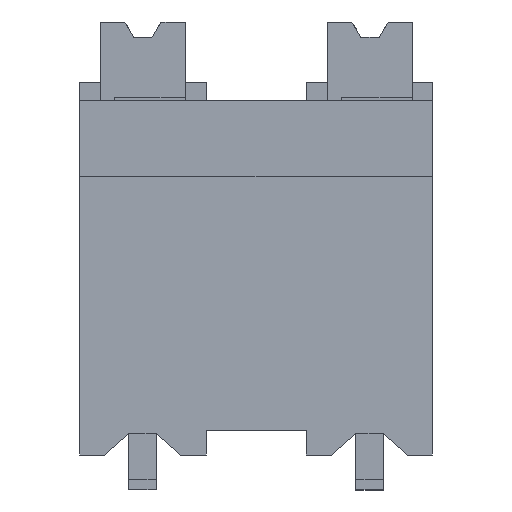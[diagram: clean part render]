
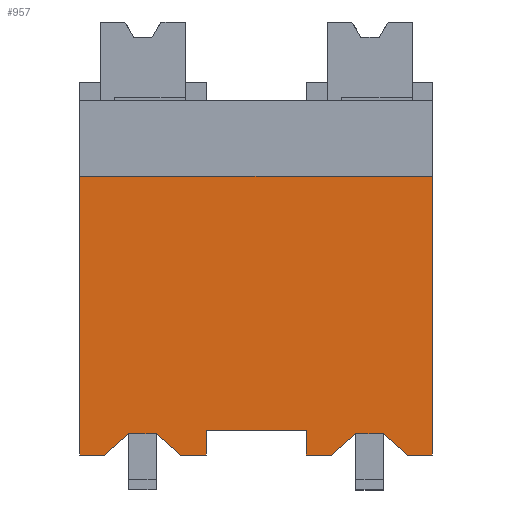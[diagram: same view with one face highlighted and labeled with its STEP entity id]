
A CAD part, front view. The second image highlights one B-rep face of the part: STEP entity #957.
In plain terms, the highlighted planar face has unit normal (0, -1, 0).
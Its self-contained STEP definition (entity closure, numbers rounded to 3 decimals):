
#848=AXIS2_PLACEMENT_3D('Plane Axis2P3D',#845,#846,#847) ;
#40=CARTESIAN_POINT('Vertex',(11.63,1.475,1.156)) ;
#126=CARTESIAN_POINT('Vertex',(11.63,1.475,10.356)) ;
#129=CARTESIAN_POINT('Line Origine',(11.63,1.475,5.756)) ;
#168=CARTESIAN_POINT('Vertex',(10.823,1.475,1.156)) ;
#192=CARTESIAN_POINT('Line Origine',(11.226,1.475,1.156)) ;
#829=CARTESIAN_POINT('Vertex',(0.,1.475,10.356)) ;
#832=CARTESIAN_POINT('Line Origine',(5.815,1.475,10.356)) ;
#845=CARTESIAN_POINT('Axis2P3D Location',(11.63,1.475,10.356)) ;
#850=CARTESIAN_POINT('Line Origine',(0.,1.475,5.756)) ;
#854=CARTESIAN_POINT('Vertex',(0.,1.475,1.156)) ;
#857=CARTESIAN_POINT('Line Origine',(0.403,1.475,1.156)) ;
#861=CARTESIAN_POINT('Vertex',(0.806,1.475,1.156)) ;
#864=CARTESIAN_POINT('Line Origine',(1.206,1.475,1.506)) ;
#868=CARTESIAN_POINT('Vertex',(1.606,1.475,1.856)) ;
#871=CARTESIAN_POINT('Line Origine',(2.064,1.475,1.856)) ;
#875=CARTESIAN_POINT('Vertex',(2.523,1.475,1.856)) ;
#878=CARTESIAN_POINT('Line Origine',(2.923,1.475,1.506)) ;
#882=CARTESIAN_POINT('Vertex',(3.323,1.475,1.156)) ;
#885=CARTESIAN_POINT('Line Origine',(3.744,1.475,1.156)) ;
#889=CARTESIAN_POINT('Vertex',(4.165,1.475,1.156)) ;
#892=CARTESIAN_POINT('Line Origine',(4.165,1.475,1.556)) ;
#896=CARTESIAN_POINT('Vertex',(4.165,1.475,1.956)) ;
#899=CARTESIAN_POINT('Line Origine',(5.822,1.475,1.956)) ;
#903=CARTESIAN_POINT('Vertex',(7.48,1.475,1.956)) ;
#906=CARTESIAN_POINT('Line Origine',(7.48,1.475,1.556)) ;
#910=CARTESIAN_POINT('Vertex',(7.48,1.475,1.156)) ;
#913=CARTESIAN_POINT('Line Origine',(7.893,1.475,1.156)) ;
#917=CARTESIAN_POINT('Vertex',(8.306,1.475,1.156)) ;
#920=CARTESIAN_POINT('Line Origine',(8.706,1.475,1.506)) ;
#924=CARTESIAN_POINT('Vertex',(9.106,1.475,1.856)) ;
#927=CARTESIAN_POINT('Line Origine',(9.564,1.475,1.856)) ;
#931=CARTESIAN_POINT('Vertex',(10.023,1.475,1.856)) ;
#934=CARTESIAN_POINT('Line Origine',(10.423,1.475,1.506)) ;
#130=DIRECTION('Vector Direction',(0.,0.,-1.)) ;
#193=DIRECTION('Vector Direction',(-1.,0.,0.)) ;
#833=DIRECTION('Vector Direction',(-1.,0.,0.)) ;
#846=DIRECTION('Axis2P3D Direction',(0.,1.,0.)) ;
#847=DIRECTION('Axis2P3D XDirection',(0.,0.,-1.)) ;
#851=DIRECTION('Vector Direction',(0.,0.,-1.)) ;
#858=DIRECTION('Vector Direction',(-1.,0.,0.)) ;
#865=DIRECTION('Vector Direction',(-0.753,0.,-0.659)) ;
#872=DIRECTION('Vector Direction',(-1.,0.,0.)) ;
#879=DIRECTION('Vector Direction',(-0.753,0.,0.659)) ;
#886=DIRECTION('Vector Direction',(-1.,0.,0.)) ;
#893=DIRECTION('Vector Direction',(0.,0.,1.)) ;
#900=DIRECTION('Vector Direction',(1.,0.,0.)) ;
#907=DIRECTION('Vector Direction',(0.,0.,1.)) ;
#914=DIRECTION('Vector Direction',(-1.,0.,0.)) ;
#921=DIRECTION('Vector Direction',(-0.753,0.,-0.659)) ;
#928=DIRECTION('Vector Direction',(-1.,0.,0.)) ;
#935=DIRECTION('Vector Direction',(-0.753,0.,0.659)) ;
#131=VECTOR('Line Direction',#130,1.) ;
#194=VECTOR('Line Direction',#193,1.) ;
#834=VECTOR('Line Direction',#833,1.) ;
#852=VECTOR('Line Direction',#851,1.) ;
#859=VECTOR('Line Direction',#858,1.) ;
#866=VECTOR('Line Direction',#865,1.) ;
#873=VECTOR('Line Direction',#872,1.) ;
#880=VECTOR('Line Direction',#879,1.) ;
#887=VECTOR('Line Direction',#886,1.) ;
#894=VECTOR('Line Direction',#893,1.) ;
#901=VECTOR('Line Direction',#900,1.) ;
#908=VECTOR('Line Direction',#907,1.) ;
#915=VECTOR('Line Direction',#914,1.) ;
#922=VECTOR('Line Direction',#921,1.) ;
#929=VECTOR('Line Direction',#928,1.) ;
#936=VECTOR('Line Direction',#935,1.) ;
#940=ORIENTED_EDGE('',*,*,#856,.T.) ;
#941=ORIENTED_EDGE('',*,*,#863,.F.) ;
#942=ORIENTED_EDGE('',*,*,#870,.F.) ;
#943=ORIENTED_EDGE('',*,*,#877,.F.) ;
#944=ORIENTED_EDGE('',*,*,#884,.F.) ;
#945=ORIENTED_EDGE('',*,*,#891,.F.) ;
#946=ORIENTED_EDGE('',*,*,#898,.T.) ;
#947=ORIENTED_EDGE('',*,*,#905,.F.) ;
#948=ORIENTED_EDGE('',*,*,#912,.F.) ;
#949=ORIENTED_EDGE('',*,*,#919,.F.) ;
#950=ORIENTED_EDGE('',*,*,#926,.F.) ;
#951=ORIENTED_EDGE('',*,*,#933,.F.) ;
#952=ORIENTED_EDGE('',*,*,#938,.F.) ;
#953=ORIENTED_EDGE('',*,*,#196,.F.) ;
#954=ORIENTED_EDGE('',*,*,#133,.F.) ;
#955=ORIENTED_EDGE('',*,*,#836,.T.) ;
#957=ADVANCED_FACE('HOUSING',(#956),#849,.F.) ;
#133=EDGE_CURVE('',#127,#41,#132,.T.) ;
#196=EDGE_CURVE('',#41,#169,#195,.T.) ;
#836=EDGE_CURVE('',#127,#830,#835,.T.) ;
#856=EDGE_CURVE('',#830,#855,#853,.T.) ;
#863=EDGE_CURVE('',#862,#855,#860,.T.) ;
#870=EDGE_CURVE('',#869,#862,#867,.T.) ;
#877=EDGE_CURVE('',#876,#869,#874,.T.) ;
#884=EDGE_CURVE('',#883,#876,#881,.T.) ;
#891=EDGE_CURVE('',#890,#883,#888,.T.) ;
#898=EDGE_CURVE('',#890,#897,#895,.T.) ;
#905=EDGE_CURVE('',#904,#897,#902,.F.) ;
#912=EDGE_CURVE('',#911,#904,#909,.T.) ;
#919=EDGE_CURVE('',#918,#911,#916,.T.) ;
#926=EDGE_CURVE('',#925,#918,#923,.T.) ;
#933=EDGE_CURVE('',#932,#925,#930,.T.) ;
#938=EDGE_CURVE('',#169,#932,#937,.T.) ;
#939=EDGE_LOOP('',(#940,#941,#942,#943,#944,#945,#946,#947,#948,#949,#950,#951,#952,#953,#954,#955)) ;
#956=FACE_OUTER_BOUND('',#939,.T.) ;
#132=LINE('Line',#129,#131) ;
#195=LINE('Line',#192,#194) ;
#835=LINE('Line',#832,#834) ;
#853=LINE('Line',#850,#852) ;
#860=LINE('Line',#857,#859) ;
#867=LINE('Line',#864,#866) ;
#874=LINE('Line',#871,#873) ;
#881=LINE('Line',#878,#880) ;
#888=LINE('Line',#885,#887) ;
#895=LINE('Line',#892,#894) ;
#902=LINE('Line',#899,#901) ;
#909=LINE('Line',#906,#908) ;
#916=LINE('Line',#913,#915) ;
#923=LINE('Line',#920,#922) ;
#930=LINE('Line',#927,#929) ;
#937=LINE('Line',#934,#936) ;
#849=PLANE('',#848) ;
#41=VERTEX_POINT('',#40) ;
#127=VERTEX_POINT('',#126) ;
#169=VERTEX_POINT('',#168) ;
#830=VERTEX_POINT('',#829) ;
#855=VERTEX_POINT('',#854) ;
#862=VERTEX_POINT('',#861) ;
#869=VERTEX_POINT('',#868) ;
#876=VERTEX_POINT('',#875) ;
#883=VERTEX_POINT('',#882) ;
#890=VERTEX_POINT('',#889) ;
#897=VERTEX_POINT('',#896) ;
#904=VERTEX_POINT('',#903) ;
#911=VERTEX_POINT('',#910) ;
#918=VERTEX_POINT('',#917) ;
#925=VERTEX_POINT('',#924) ;
#932=VERTEX_POINT('',#931) ;
